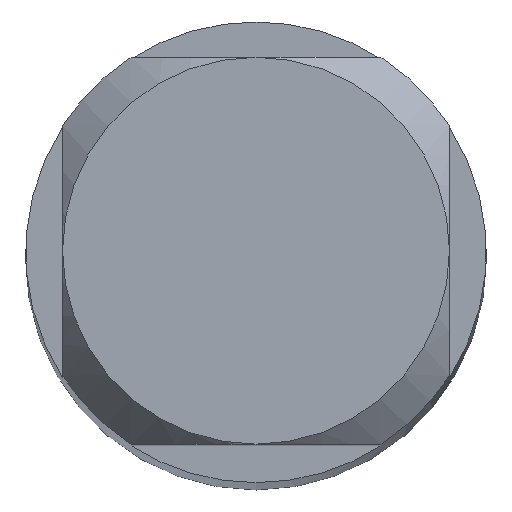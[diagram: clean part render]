
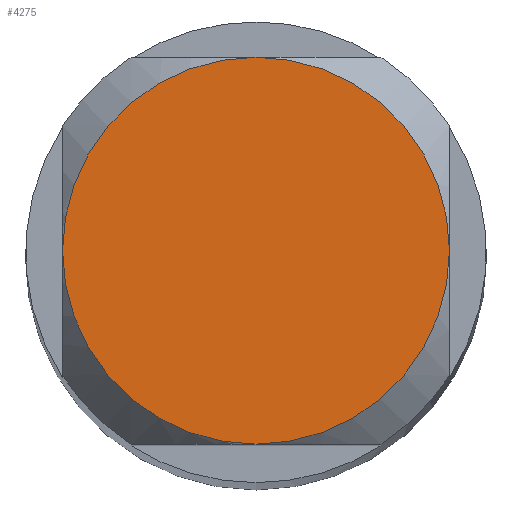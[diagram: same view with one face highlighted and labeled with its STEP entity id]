
A CAD part, top view. The second image highlights one B-rep face of the part: STEP entity #4275.
In plain terms, the highlighted planar face has unit normal (0, 0, 1).
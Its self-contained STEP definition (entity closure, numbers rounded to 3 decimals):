
#3959=VERTEX_POINT('',#11471);
#4275=ADVANCED_FACE('',(#11813),#11814,.T.);
#5755=EDGE_CURVE('',#3959,#11047,#13423,.T.);
#5853=VERTEX_POINT('',#13531);
#6081=EDGE_CURVE('',#7999,#3959,#13773,.T.);
#7999=VERTEX_POINT('',#15868);
#9821=EDGE_CURVE('',#5853,#7999,#17849,.T.);
#10895=EDGE_CURVE('',#11047,#5853,#19019,.T.);
#11047=VERTEX_POINT('',#19187);
#11471=CARTESIAN_POINT('',(0.0,-1.05,0.0));
#11813=FACE_OUTER_BOUND('',#20362,.T.);
#11814=PLANE('',#20363);
#13423=CIRCLE('',#22988,1.05);
#13531=CARTESIAN_POINT('',(0.0,1.05,0.0));
#13773=CIRCLE('',#23583,1.05);
#15868=CARTESIAN_POINT('',(1.05,0.0,0.0));
#17849=CIRCLE('',#30821,1.05);
#19019=CIRCLE('',#32766,1.05);
#19187=CARTESIAN_POINT('',(-1.05,0.0,0.0));
#20362=EDGE_LOOP('',(#34038,#34039,#34040,#34041));
#20363=AXIS2_PLACEMENT_3D('',#34042,#34043,#34044);
#22988=AXIS2_PLACEMENT_3D('',#36087,#36088,#36089);
#23583=AXIS2_PLACEMENT_3D('',#36607,#36608,#36609);
#30821=AXIS2_PLACEMENT_3D('',#40864,#40865,#40866);
#32766=AXIS2_PLACEMENT_3D('',#42132,#42133,#42134);
#34038=ORIENTED_EDGE('',*,*,#9821,.F.);
#34039=ORIENTED_EDGE('',*,*,#10895,.F.);
#34040=ORIENTED_EDGE('',*,*,#5755,.F.);
#34041=ORIENTED_EDGE('',*,*,#6081,.F.);
#34042=CARTESIAN_POINT('',(0.0,0.525,0.0));
#34043=DIRECTION('',(-0.0,0.0,1.0));
#34044=DIRECTION('',(0.0,-1.0,0.0));
#36087=CARTESIAN_POINT('',(0.0,0.0,0.0));
#36088=DIRECTION('',(0.0,0.0,-1.0));
#36089=DIRECTION('',(0.0,1.0,0.0));
#36607=CARTESIAN_POINT('',(0.0,0.0,0.0));
#36608=DIRECTION('',(0.0,0.0,-1.0));
#36609=DIRECTION('',(0.0,1.0,0.0));
#40864=CARTESIAN_POINT('',(0.0,0.0,0.0));
#40865=DIRECTION('',(0.0,0.0,-1.0));
#40866=DIRECTION('',(0.0,1.0,0.0));
#42132=CARTESIAN_POINT('',(0.0,0.0,0.0));
#42133=DIRECTION('',(0.0,0.0,-1.0));
#42134=DIRECTION('',(0.0,1.0,0.0));
